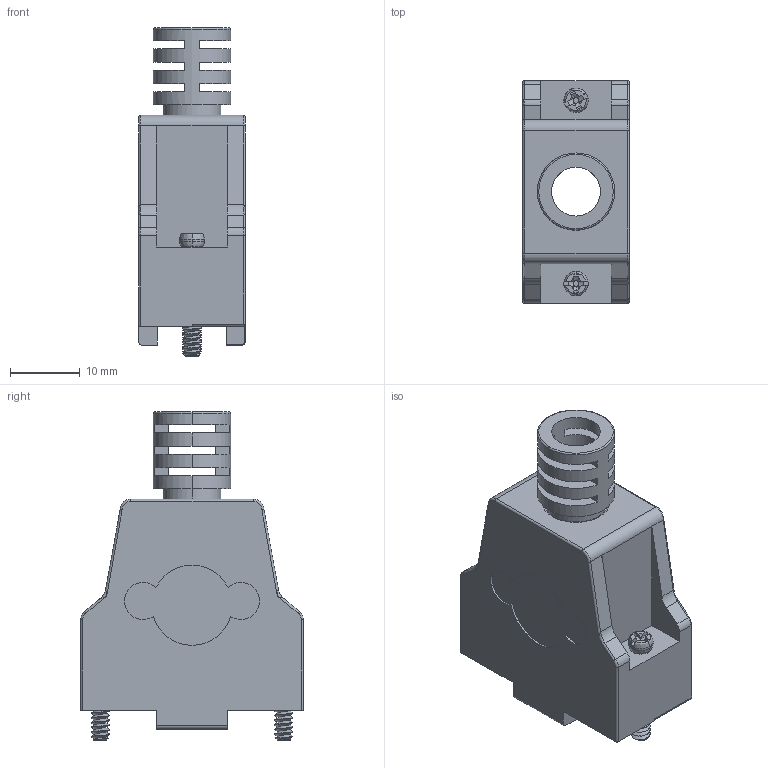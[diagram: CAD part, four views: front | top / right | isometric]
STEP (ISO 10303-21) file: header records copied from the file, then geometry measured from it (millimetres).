
FILE_DESCRIPTION (( 'STEP AP214' ), '1' );
FILE_NAME ('FDB0904-C200B-REF .STEP', '2025-08-14T02:18:14', ( '' ), ( '' ), 'SwSTEP 2.0', 'SolidWorks 2021', '' );
FILE_SCHEMA (( 'AUTOMOTIVE_DESIGN' ));
Length unit declared in the file: millimetre
Products named in the file (1): FDB0904-C200B-REF 
Bounding box: 15.3 x 31.86 x 46.95 mm (x, y, z)
Volume: 8309.9 mm3; surface area: 7152.3 mm2
Topology: 1 solids, 3 shells, 441 faces, 1214 edges, 783 vertices
Faces by surface type: cylinder 184, plane 160, cone 42, bspline 30, torus 25
Entity records: 25588 total; most frequent: CARTESIAN_POINT 10309, ORIENTED_EDGE 2416, DIRECTION 1978, EDGE_CURVE 1208, VERTEX_POINT 783, AXIS2_PLACEMENT_3D 722, LINE 534, VECTOR 534
